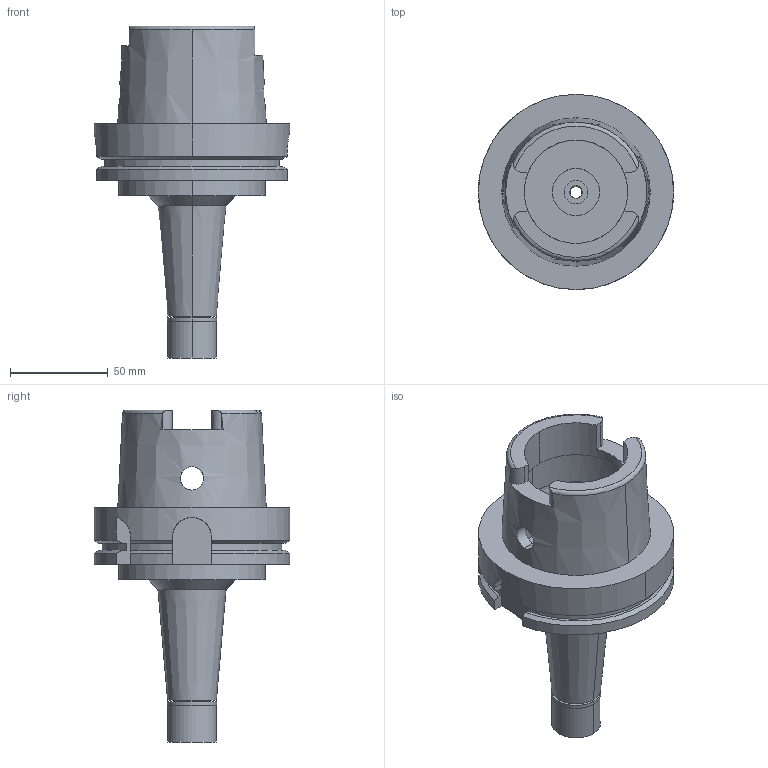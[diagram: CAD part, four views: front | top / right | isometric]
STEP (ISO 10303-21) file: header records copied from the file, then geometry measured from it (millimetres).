
FILE_DESCRIPTION((''),'2;1');
FILE_NAME('HA100ME06120-060_ASM','2017-11-06T',('ykawabe'),(''),'CREO PARAMETRIC BY PTC INC, 2016380','CREO PARAMETRIC BY PTC INC, 2016380','');
FILE_SCHEMA(('AUTOMOTIVE_DESIGN { 1 0 10303 214 1 1 1 1 }'));
Length unit declared in the file: millimetre
Products named in the file (5): HSK-A100-MEGA6E-120_1; MEC6-6AA_1; MEN6_1; DXF_TEMP_ASSY_ASM_4_ASM; HA100ME06120-060_ASM
Assembly tree (4 placements, depth 3):
  HA100ME06120-060_ASM
    DXF_TEMP_ASSY_ASM_4_ASM
      HSK-A100-MEGA6E-120_1
      MEC6-6AA_1
      MEN6_1
Bounding box: 100 x 100 x 170 mm (x, y, z)
Volume: 340890.6 mm3; surface area: 65530 mm2
Topology: 3 solids, 3 shells, 157 faces, 388 edges, 247 vertices
Faces by surface type: cylinder 70, plane 45, cone 38, torus 4
Entity records: 7005 total; most frequent: CARTESIAN_POINT 1126, DIRECTION 893, ORIENTED_EDGE 776, PRESENTATION_STYLE_ASSIGNMENT 396, STYLED_ITEM 396, CURVE_STYLE 393, EDGE_CURVE 388, AXIS2_PLACEMENT_3D 365
